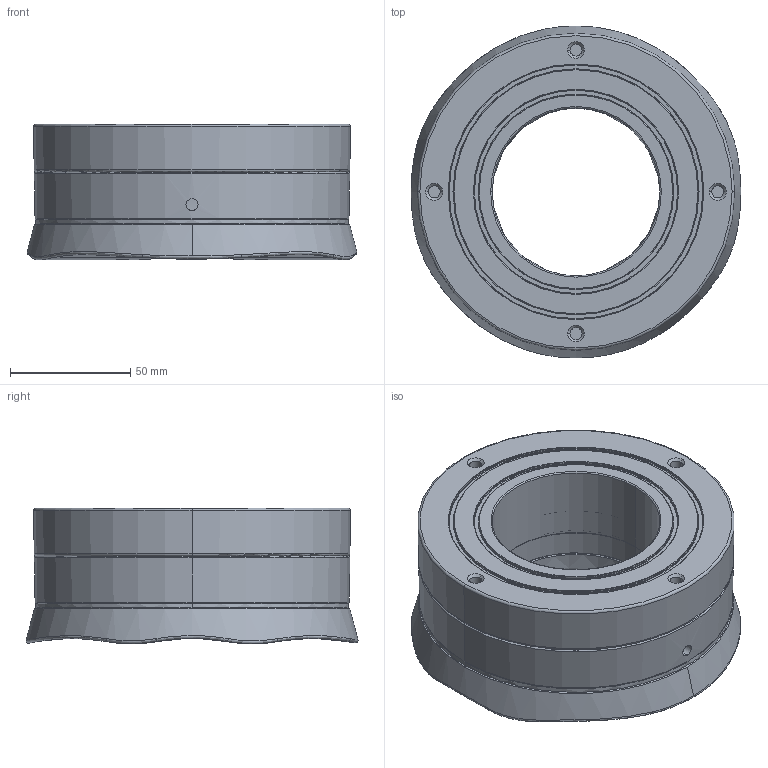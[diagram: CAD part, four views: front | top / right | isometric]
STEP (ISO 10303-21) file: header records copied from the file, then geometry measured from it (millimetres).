
FILE_DESCRIPTION (( 'STEP AP203' ), '1' );
FILE_NAME ('TK120.331.STEP', '2018-09-20T05:52:16', ( '' ), ( '' ), 'SwSTEP 2.0', 'SolidWorks 2018', '' );
FILE_SCHEMA (( 'CONFIG_CONTROL_DESIGN' ));
Length unit declared in the file: millimetre
Products named in the file (1): TK120.331
Bounding box: 137.22 x 138.2 x 56.46 mm (x, y, z)
Volume: 460339.6 mm3; surface area: 115999.3 mm2
Topology: 1 solids, 62 shells, 1212 faces, 2745 edges, 1659 vertices
Faces by surface type: bspline 357, cone 267, torus 244, plane 209, cylinder 135
Entity records: 60910 total; most frequent: CARTESIAN_POINT 36036, ORIENTED_EDGE 5438, DIRECTION 4913, EDGE_CURVE 2719, AXIS2_PLACEMENT_3D 2240, VERTEX_POINT 1659, CIRCLE 1384, EDGE_LOOP 1258
